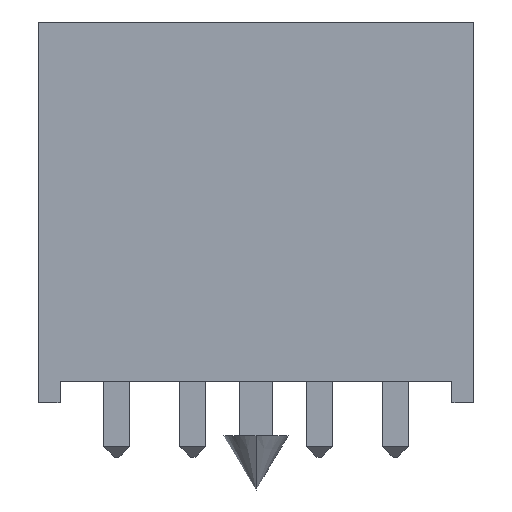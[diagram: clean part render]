
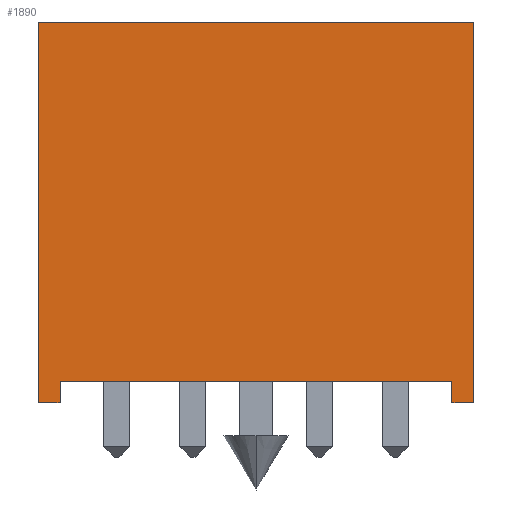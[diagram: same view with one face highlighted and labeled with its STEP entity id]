
A CAD part, front view. The second image highlights one B-rep face of the part: STEP entity #1890.
In plain terms, the highlighted planar face has unit normal (0, -1, 0).
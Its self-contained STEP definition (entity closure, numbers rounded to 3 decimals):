
#30=DIRECTION('',(1.,0.,0.));
#31=VECTOR('',#30,1.);
#32=CARTESIAN_POINT('',(-10.,-3.,0.));
#33=LINE('',#32,#31);
#38=DIRECTION('',(1.,0.,0.));
#39=VECTOR('',#38,1.);
#40=CARTESIAN_POINT('',(9.,-3.,0.));
#41=LINE('',#40,#39);
#50=DIRECTION('',(1.,0.,0.));
#51=VECTOR('',#50,18.);
#52=CARTESIAN_POINT('',(-9.,-3.,1.));
#53=LINE('',#52,#51);
#54=DIRECTION('',(0.,0.,1.));
#55=VECTOR('',#54,1.);
#56=CARTESIAN_POINT('',(-9.,-3.,0.));
#57=LINE('',#56,#55);
#58=DIRECTION('',(0.,0.,1.));
#59=VECTOR('',#58,17.5);
#60=CARTESIAN_POINT('',(-10.,-3.,0.));
#61=LINE('',#60,#59);
#62=DIRECTION('',(0.,0.,1.));
#63=VECTOR('',#62,1.);
#64=CARTESIAN_POINT('',(9.,-3.,0.));
#65=LINE('',#64,#63);
#234=DIRECTION('',(0.,0.,1.));
#235=VECTOR('',#234,17.5);
#236=CARTESIAN_POINT('',(10.,-3.,0.));
#237=LINE('',#236,#235);
#246=DIRECTION('',(1.,0.,0.));
#247=VECTOR('',#246,20.);
#248=CARTESIAN_POINT('',(-10.,-3.,17.5));
#249=LINE('',#248,#247);
#1381=CARTESIAN_POINT('',(-10.,-3.,0.));
#1383=VERTEX_POINT('',#1381);
#1384=CARTESIAN_POINT('',(10.,-3.,0.));
#1386=VERTEX_POINT('',#1384);
#1392=CARTESIAN_POINT('',(-10.,-3.,17.5));
#1393=VERTEX_POINT('',#1392);
#1394=CARTESIAN_POINT('',(10.,-3.,17.5));
#1395=VERTEX_POINT('',#1394);
#1396=CARTESIAN_POINT('',(-9.,-3.,0.));
#1398=VERTEX_POINT('',#1396);
#1400=CARTESIAN_POINT('',(9.,-3.,0.));
#1402=VERTEX_POINT('',#1400);
#1408=CARTESIAN_POINT('',(-9.,-3.,1.));
#1409=CARTESIAN_POINT('',(9.,-3.,1.));
#1410=VERTEX_POINT('',#1408);
#1411=VERTEX_POINT('',#1409);
#1870=CARTESIAN_POINT('',(-10.,-3.,0.));
#1871=DIRECTION('',(0.,-1.,0.));
#1872=DIRECTION('',(1.,0.,0.));
#1873=AXIS2_PLACEMENT_3D('',#1870,#1871,#1872);
#1874=PLANE('',#1873);
#1876=ORIENTED_EDGE('',*,*,#1875,.F.);
#1877=ORIENTED_EDGE('',*,*,#1854,.F.);
#1878=ORIENTED_EDGE('',*,*,#1813,.F.);
#1880=ORIENTED_EDGE('',*,*,#1879,.T.);
#1882=ORIENTED_EDGE('',*,*,#1881,.T.);
#1884=ORIENTED_EDGE('',*,*,#1883,.F.);
#1885=ORIENTED_EDGE('',*,*,#1832,.F.);
#1887=ORIENTED_EDGE('',*,*,#1886,.T.);
#1888=EDGE_LOOP('',(#1876,#1877,#1878,#1880,#1882,#1884,#1885,#1887));
#1889=FACE_OUTER_BOUND('',#1888,.F.);
#1813=EDGE_CURVE('',#1383,#1398,#33,.T.);
#1832=EDGE_CURVE('',#1402,#1386,#41,.T.);
#1854=EDGE_CURVE('',#1398,#1410,#57,.T.);
#1875=EDGE_CURVE('',#1410,#1411,#53,.T.);
#1879=EDGE_CURVE('',#1383,#1393,#61,.T.);
#1881=EDGE_CURVE('',#1393,#1395,#249,.T.);
#1883=EDGE_CURVE('',#1386,#1395,#237,.T.);
#1886=EDGE_CURVE('',#1402,#1411,#65,.T.);
#1890=ADVANCED_FACE('',(#1889),#1874,.T.);
